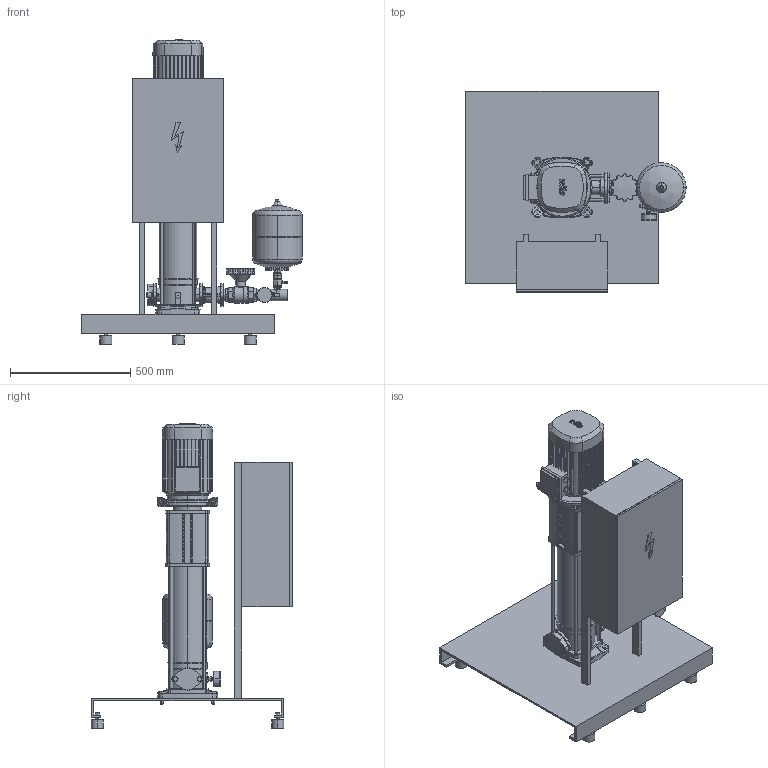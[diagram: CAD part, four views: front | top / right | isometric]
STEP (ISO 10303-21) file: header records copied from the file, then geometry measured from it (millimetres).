
FILE_DESCRIPTION((''),'2;1');
FILE_NAME('3d_CO-1HelixV1012_CE+-2534086.stp','2016-01-25T11:54:29',(''),(''),'Mechanical Desktop 2009','Mechanical Desktop 2009',', , ');
FILE_SCHEMA(('CONFIG_CONTROL_DESIGN'));
Length unit declared in the file: millimetre
Products named in the file (1): Product
Bounding box: 916 x 837 x 1266.2 mm (x, y, z)
Volume: 93877582.1 mm3; surface area: 5020168.1 mm2
Topology: 52 solids, 52 shells, 1874 faces, 4828 edges, 3146 vertices
Faces by surface type: plane 823, bspline 438, cylinder 436, cone 108, torus 62, sphere 7
Entity records: 63069 total; most frequent: CARTESIAN_POINT 17295, ORIENTED_EDGE 9652, DIRECTION 9071, EDGE_CURVE 4826, VERTEX_POINT 3145, AXIS2_PLACEMENT_3D 3047, VECTOR 2977, LINE 2977
